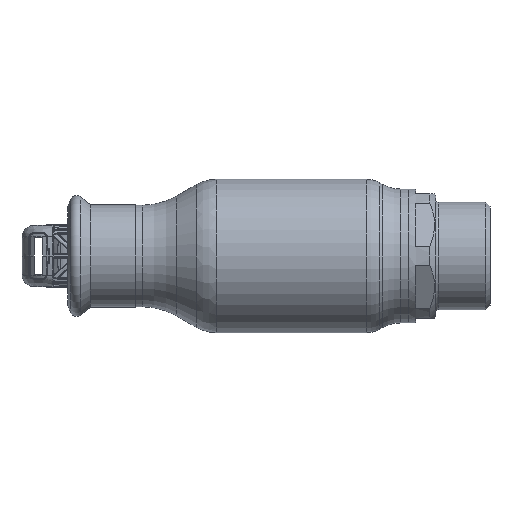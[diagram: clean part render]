
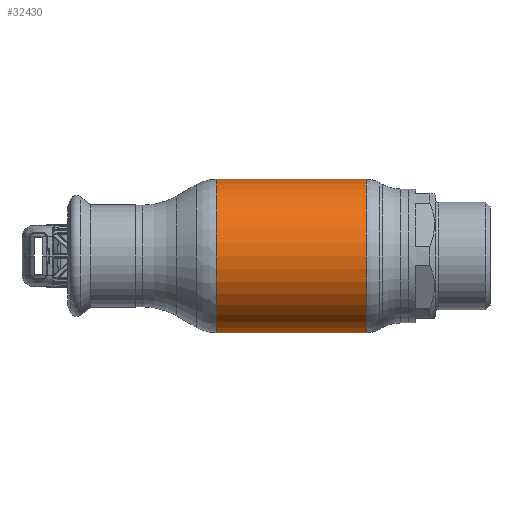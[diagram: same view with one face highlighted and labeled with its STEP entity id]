
A CAD part, front view. The second image highlights one B-rep face of the part: STEP entity #32430.
In plain terms, the highlighted cylindrical face has radius 34 mm (diameter 68 mm), a partial arc.
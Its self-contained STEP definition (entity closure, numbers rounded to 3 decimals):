
#663 = VECTOR ( 'NONE', #51914, 1000. ) ;
#1979 = EDGE_LOOP ( 'NONE', ( #27479, #37516, #41008, #20167 ) ) ;
#3331 = DIRECTION ( 'NONE',  ( 0., 0., -1. ) ) ;
#4842 = CARTESIAN_POINT ( 'NONE',  ( -33.177, 0., -34. ) ) ;
#5512 = VECTOR ( 'NONE', #46212, 1000. ) ;
#6328 = FACE_OUTER_BOUND ( 'NONE', #1979, .T. ) ;
#7586 = EDGE_CURVE ( 'NONE', #29357, #55975, #33269, .T. ) ;
#8391 = CARTESIAN_POINT ( 'NONE',  ( 33.177, 0., 0. ) ) ;
#18134 = EDGE_CURVE ( 'NONE', #29357, #56024, #45424, .T. ) ;
#19751 = AXIS2_PLACEMENT_3D ( 'NONE', #8391, #48155, #3331 ) ;
#20094 = CARTESIAN_POINT ( 'NONE',  ( -33.177, 0., 0. ) ) ;
#20167 = ORIENTED_EDGE ( 'NONE', *, *, #58590, .F. ) ;
#22753 = AXIS2_PLACEMENT_3D ( 'NONE', #20094, #48268, #29151 ) ;
#22953 = CARTESIAN_POINT ( 'NONE',  ( 62.69, 0., 0. ) ) ;
#26313 = LINE ( 'NONE', #42198, #663 ) ;
#26493 = CARTESIAN_POINT ( 'NONE',  ( 62.69, 0., 34. ) ) ;
#27479 = ORIENTED_EDGE ( 'NONE', *, *, #18134, .F. ) ;
#29151 = DIRECTION ( 'NONE',  ( 0., 0., -1. ) ) ;
#29357 = VERTEX_POINT ( 'NONE', #57024 ) ;
#32430 = ADVANCED_FACE ( 'NONE', ( #6328 ), #59025, .T. ) ;
#33269 = CIRCLE ( 'NONE', #22753, 34. ) ;
#36448 = AXIS2_PLACEMENT_3D ( 'NONE', #22953, #61860, #42448 ) ;
#37516 = ORIENTED_EDGE ( 'NONE', *, *, #7586, .T. ) ;
#38680 = EDGE_CURVE ( 'NONE', #55975, #54600, #26313, .T. ) ;
#41008 = ORIENTED_EDGE ( 'NONE', *, *, #38680, .T. ) ;
#42198 = CARTESIAN_POINT ( 'NONE',  ( 62.69, 0., -34. ) ) ;
#42448 = DIRECTION ( 'NONE',  ( 0., 0., -1. ) ) ;
#45424 = LINE ( 'NONE', #26493, #5512 ) ;
#46212 = DIRECTION ( 'NONE',  ( 1., 0., 0. ) ) ;
#48155 = DIRECTION ( 'NONE',  ( 1., 0., 0. ) ) ;
#48268 = DIRECTION ( 'NONE',  ( 1., 0., 0. ) ) ;
#51434 = CIRCLE ( 'NONE', #19751, 34. ) ;
#51552 = CARTESIAN_POINT ( 'NONE',  ( 33.177, 0., 34. ) ) ;
#51914 = DIRECTION ( 'NONE',  ( 1., 0., 0. ) ) ;
#54600 = VERTEX_POINT ( 'NONE', #61339 ) ;
#55975 = VERTEX_POINT ( 'NONE', #4842 ) ;
#56024 = VERTEX_POINT ( 'NONE', #51552 ) ;
#57024 = CARTESIAN_POINT ( 'NONE',  ( -33.177, 0., 34. ) ) ;
#58590 = EDGE_CURVE ( 'NONE', #56024, #54600, #51434, .T. ) ;
#59025 = CYLINDRICAL_SURFACE ( 'NONE', #36448, 34. ) ;
#61339 = CARTESIAN_POINT ( 'NONE',  ( 33.177, 0., -34. ) ) ;
#61860 = DIRECTION ( 'NONE',  ( 1., 0., 0. ) ) ;
